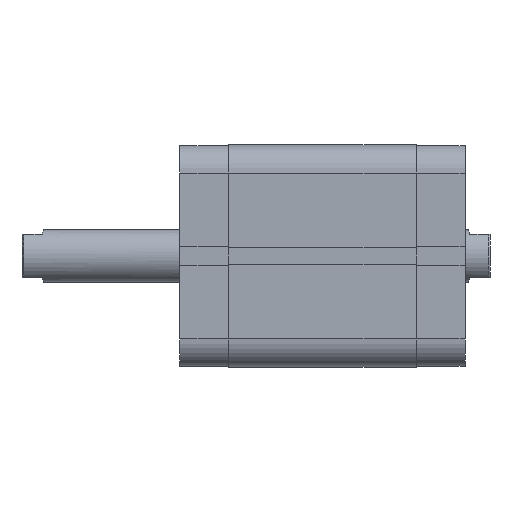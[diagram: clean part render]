
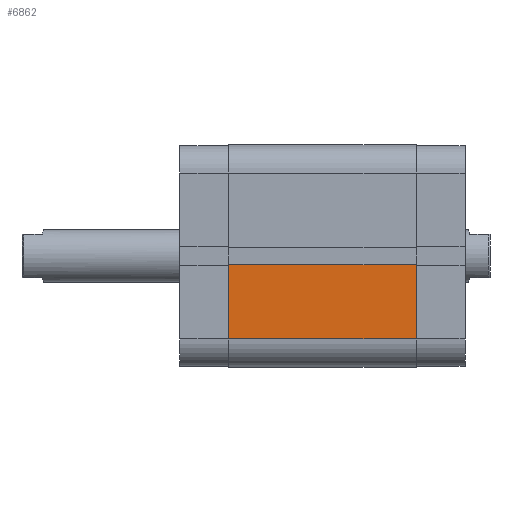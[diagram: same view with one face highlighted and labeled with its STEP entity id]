
A CAD part, front view. The second image highlights one B-rep face of the part: STEP entity #6862.
In plain terms, the highlighted planar face has unit normal (0, -1, 0).
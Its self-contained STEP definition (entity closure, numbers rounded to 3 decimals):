
#1481 = EDGE_LOOP ( 'NONE', ( #1947, #1975, #1976, #1973 ) ) ;
#1947 = ORIENTED_EDGE ( 'NONE', *, *, #6263, .T. ) ;
#1973 = ORIENTED_EDGE ( 'NONE', *, *, #6254, .T. ) ;
#1975 = ORIENTED_EDGE ( 'NONE', *, *, #6262, .F. ) ;
#1976 = ORIENTED_EDGE ( 'NONE', *, *, #6270, .F. ) ;
#2259 = CARTESIAN_POINT ( 'NONE',  ( -25., -33.5, 0. ) ) ;
#2353 = CARTESIAN_POINT ( 'NONE',  ( -2.6, -33.5, 0. ) ) ;
#2411 = CARTESIAN_POINT ( 'NONE',  ( -25., -33.5, 56.5 ) ) ;
#2436 = CARTESIAN_POINT ( 'NONE',  ( -2.6, -33.5, 56.5 ) ) ;
#3510 = CARTESIAN_POINT ( 'NONE',  ( -25., -33.5, 56.5 ) ) ;
#3520 = DIRECTION ( 'NONE',  ( 0., 0., -1. ) ) ;
#3532 = CARTESIAN_POINT ( 'NONE',  ( 0., -33.5, 0. ) ) ;
#3537 = CARTESIAN_POINT ( 'NONE',  ( -2.6, -33.5, 56.5 ) ) ;
#3538 = DIRECTION ( 'NONE',  ( 0., 0., -1. ) ) ;
#3540 = DIRECTION ( 'NONE',  ( 1., 0., 0. ) ) ;
#3555 = CARTESIAN_POINT ( 'NONE',  ( 0., -33.5, 56.5 ) ) ;
#3556 = DIRECTION ( 'NONE',  ( 1., 0., 0. ) ) ;
#3725 = LINE ( 'NONE', #3510, #3729 ) ;
#3729 = VECTOR ( 'NONE', #3520, 1000. ) ;
#3735 = LINE ( 'NONE', #3532, #3746 ) ;
#3744 = LINE ( 'NONE', #3537, #3745 ) ;
#3745 = VECTOR ( 'NONE', #3538, 1000. ) ;
#3746 = VECTOR ( 'NONE', #3540, 1000. ) ;
#3753 = VECTOR ( 'NONE', #3556, 1000. ) ;
#3755 = LINE ( 'NONE', #3555, #3753 ) ;
#3996 = FACE_OUTER_BOUND ( 'NONE', #1481, .T. ) ;
#4659 = PLANE ( 'NONE',  #6568 ) ;
#4662 = CARTESIAN_POINT ( 'NONE',  ( 0., -33.5, 56.5 ) ) ;
#4668 = DIRECTION ( 'NONE',  ( 0., 1., 0. ) ) ;
#4669 = DIRECTION ( 'NONE',  ( 0., 0., 1. ) ) ;
#5651 = VERTEX_POINT ( 'NONE', #2259 ) ;
#5654 = VERTEX_POINT ( 'NONE', #2436 ) ;
#5659 = VERTEX_POINT ( 'NONE', #2353 ) ;
#5672 = VERTEX_POINT ( 'NONE', #2411 ) ;
#6254 = EDGE_CURVE ( 'NONE', #5672, #5651, #3725, .T. ) ;
#6262 = EDGE_CURVE ( 'NONE', #5654, #5659, #3744, .T. ) ;
#6263 = EDGE_CURVE ( 'NONE', #5651, #5659, #3735, .T. ) ;
#6270 = EDGE_CURVE ( 'NONE', #5672, #5654, #3755, .T. ) ;
#6568 = AXIS2_PLACEMENT_3D ( 'NONE', #4662, #4668, #4669 ) ;
#6862 = ADVANCED_FACE ( 'NONE', ( #3996 ), #4659, .F. ) ;
